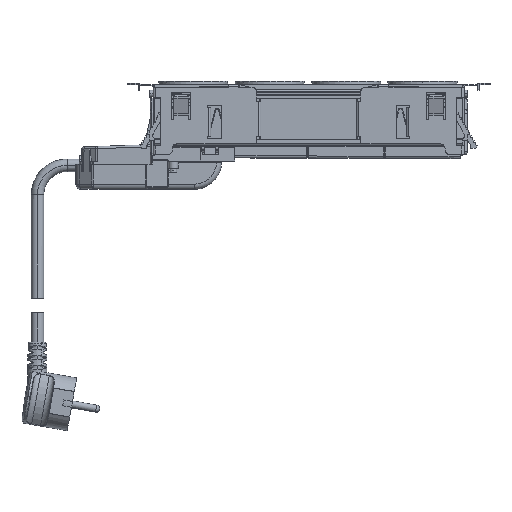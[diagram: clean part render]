
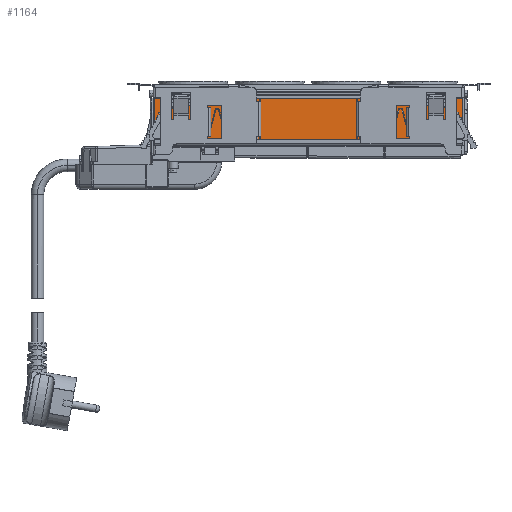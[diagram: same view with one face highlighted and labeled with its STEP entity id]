
A CAD part, front view. The second image highlights one B-rep face of the part: STEP entity #1164.
In plain terms, the highlighted planar face has unit normal (0, -1, 0).
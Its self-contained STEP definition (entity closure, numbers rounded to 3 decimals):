
#1144=AXIS2_PLACEMENT_3D('Plane Axis2P3D',#1141,#1142,#1143) ;
#198=CARTESIAN_POINT('Vertex',(-13.9,-27.4,45.056)) ;
#201=CARTESIAN_POINT('Line Origine',(-13.9,-27.4,60.417)) ;
#205=CARTESIAN_POINT('Vertex',(-13.9,-27.4,75.779)) ;
#1122=CARTESIAN_POINT('Line Origine',(90.5,-27.4,45.056)) ;
#1126=CARTESIAN_POINT('Vertex',(194.9,-27.4,45.056)) ;
#1141=CARTESIAN_POINT('Axis2P3D Location',(-13.9,-27.4,84.756)) ;
#1146=CARTESIAN_POINT('Line Origine',(90.5,-27.4,75.779)) ;
#1150=CARTESIAN_POINT('Vertex',(194.9,-27.4,75.779)) ;
#1153=CARTESIAN_POINT('Line Origine',(194.9,-27.4,60.417)) ;
#202=DIRECTION('Vector Direction',(0.,0.,-1.)) ;
#1123=DIRECTION('Vector Direction',(1.,0.,0.)) ;
#1142=DIRECTION('Axis2P3D Direction',(0.,-1.,0.)) ;
#1143=DIRECTION('Axis2P3D XDirection',(0.,0.,-1.)) ;
#1147=DIRECTION('Vector Direction',(1.,0.,0.)) ;
#1154=DIRECTION('Vector Direction',(0.,0.,-1.)) ;
#203=VECTOR('Line Direction',#202,1.) ;
#1124=VECTOR('Line Direction',#1123,1.) ;
#1148=VECTOR('Line Direction',#1147,1.) ;
#1155=VECTOR('Line Direction',#1154,1.) ;
#1159=ORIENTED_EDGE('',*,*,#1152,.F.) ;
#1160=ORIENTED_EDGE('',*,*,#207,.T.) ;
#1161=ORIENTED_EDGE('',*,*,#1128,.T.) ;
#1162=ORIENTED_EDGE('',*,*,#1157,.F.) ;
#1164=ADVANCED_FACE('DISQ IN 2 POSTES.1\\D010350.1\\Corps principal',(#1163),#1145,.T.) ;
#207=EDGE_CURVE('',#206,#199,#204,.T.) ;
#1128=EDGE_CURVE('',#199,#1127,#1125,.T.) ;
#1152=EDGE_CURVE('',#206,#1151,#1149,.T.) ;
#1157=EDGE_CURVE('',#1151,#1127,#1156,.T.) ;
#1158=EDGE_LOOP('',(#1159,#1160,#1161,#1162)) ;
#1163=FACE_OUTER_BOUND('',#1158,.T.) ;
#204=LINE('Line',#201,#203) ;
#1125=LINE('Line',#1122,#1124) ;
#1149=LINE('Line',#1146,#1148) ;
#1156=LINE('Line',#1153,#1155) ;
#1145=PLANE('',#1144) ;
#199=VERTEX_POINT('',#198) ;
#206=VERTEX_POINT('',#205) ;
#1127=VERTEX_POINT('',#1126) ;
#1151=VERTEX_POINT('',#1150) ;
